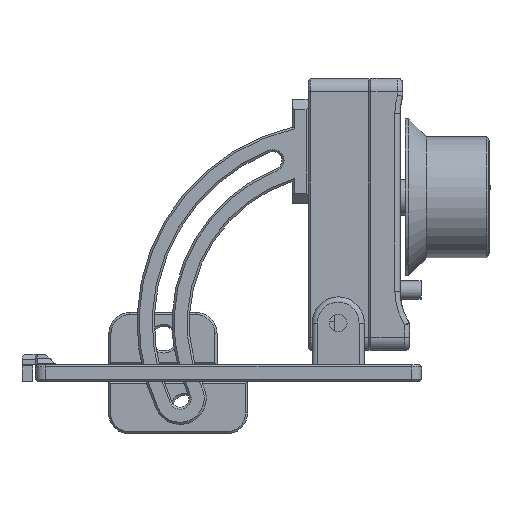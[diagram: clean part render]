
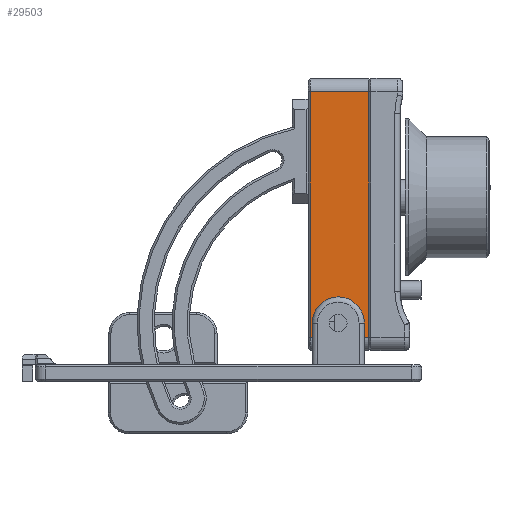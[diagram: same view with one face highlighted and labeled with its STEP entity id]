
A CAD part, left-side view. The second image highlights one B-rep face of the part: STEP entity #29503.
In plain terms, the highlighted planar face has unit normal (-1, 0, 0).
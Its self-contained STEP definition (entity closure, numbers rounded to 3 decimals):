
#2434=FACE_BOUND('',#6825,.T.);
#3292=CIRCLE('',#31931,2.35);
#4947=FACE_OUTER_BOUND('',#6824,.T.);
#6824=EDGE_LOOP('',(#25754,#25755,#25756,#25757));
#6825=EDGE_LOOP('',(#25758));
#8837=LINE('',#58351,#10975);
#8848=LINE('',#58384,#10986);
#8850=LINE('',#58390,#10988);
#8851=LINE('',#58391,#10989);
#10975=VECTOR('',#37987,10.);
#10986=VECTOR('',#38022,10.);
#10988=VECTOR('',#38028,10.);
#10989=VECTOR('',#38029,10.);
#13712=VERTEX_POINT('',#58344);
#13714=VERTEX_POINT('',#58350);
#13724=VERTEX_POINT('',#58383);
#13726=VERTEX_POINT('',#58389);
#13727=VERTEX_POINT('',#58392);
#17786=EDGE_CURVE('',#13712,#13714,#8837,.T.);
#17803=EDGE_CURVE('',#13714,#13724,#8848,.T.);
#17806=EDGE_CURVE('',#13726,#13712,#8850,.T.);
#17807=EDGE_CURVE('',#13724,#13726,#8851,.T.);
#17808=EDGE_CURVE('',#13727,#13727,#3292,.T.);
#25754=ORIENTED_EDGE('',*,*,#17786,.F.);
#25755=ORIENTED_EDGE('',*,*,#17806,.F.);
#25756=ORIENTED_EDGE('',*,*,#17807,.F.);
#25757=ORIENTED_EDGE('',*,*,#17803,.F.);
#25758=ORIENTED_EDGE('',*,*,#17808,.T.);
#27888=PLANE('',#31930);
#29503=ADVANCED_FACE('',(#4947,#2434),#27888,.T.);
#31930=AXIS2_PLACEMENT_3D('',#58388,#38026,#38027);
#31931=AXIS2_PLACEMENT_3D('',#58393,#38030,#38031);
#37987=DIRECTION('',(0.,0.,1.));
#38022=DIRECTION('',(0.,-1.,0.));
#38026=DIRECTION('center_axis',(-1.,0.,0.));
#38027=DIRECTION('ref_axis',(0.,0.,
1.));
#38028=DIRECTION('',(0.,1.,0.));
#38029=DIRECTION('',(0.,0.,-1.));
#38030=DIRECTION('center_axis',(1.,0.,0.));
#38031=DIRECTION('ref_axis',(0.,-1.,0.));
#58344=CARTESIAN_POINT('',(-6.625,-14.848,66.049));
#58350=CARTESIAN_POINT('',(-6.625,-14.848,113.049));
#58351=CARTESIAN_POINT('',(-6.625,-14.848,76.499));
#58383=CARTESIAN_POINT('',(-6.625,-26.048,113.049));
#58384=CARTESIAN_POINT('',(-6.625,-28.048,113.049));
#58388=CARTESIAN_POINT('Origin',(-6.625,-28.048,63.449));
#58389=CARTESIAN_POINT('',(-6.625,-26.048,66.049));
#58390=CARTESIAN_POINT('',(-6.625,-28.048,66.049));
#58391=CARTESIAN_POINT('',(-6.625,-26.048,76.499));
#58392=CARTESIAN_POINT('',(-6.625,-17.848,68.799));
#58393=CARTESIAN_POINT('Origin',(-6.625,-20.198,68.799));
